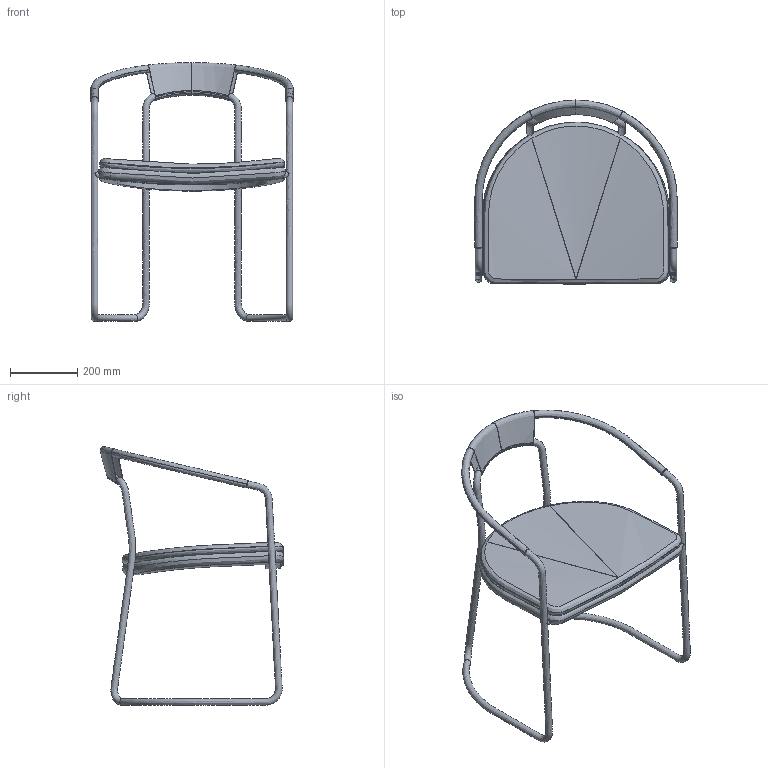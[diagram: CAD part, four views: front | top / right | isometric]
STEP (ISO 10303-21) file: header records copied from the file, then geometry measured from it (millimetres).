
FILE_DESCRIPTION(/* description */ (''),/* implementation_level */ '2;1');
FILE_NAME(/* name */ 'Geometric_CB-450_3D',/* time_stamp */ '2023-10-06T12:29:21+02:00',/* author */ (''),/* organization */ (''),/* preprocessor_version */ 'ST-DEVELOPER v16.5',/* originating_system */ 'Rhino 7.31',/* authorisation */ '');
FILE_SCHEMA (('AUTOMOTIVE_DESIGN'));
Length unit declared in the file: centimetre
Products named in the file (2): Document; Geometric_CB-450
Assembly tree (1 placements, depth 2):
  Document
    Geometric_CB-450
Bounding box: 602.58 x 546.92 x 769.7 mm (x, y, z)
Volume: 10750939.5 mm3; surface area: 1379903.7 mm2
Topology: 6 solids, 6 shells, 106 faces, 242 edges, 139 vertices
Faces by surface type: bspline 81, plane 17, cylinder 8
Full cylindrical faces by diameter (mm): 8 x1
Entity records: 62367 total; most frequent: CARTESIAN_POINT 60768, ORIENTED_EDGE 484, EDGE_CURVE 242, B_SPLINE_CURVE_WITH_KNOTS 191, VERTEX_POINT 139, EDGE_LOOP 111, ADVANCED_FACE 106, FACE_OUTER_BOUND 106
